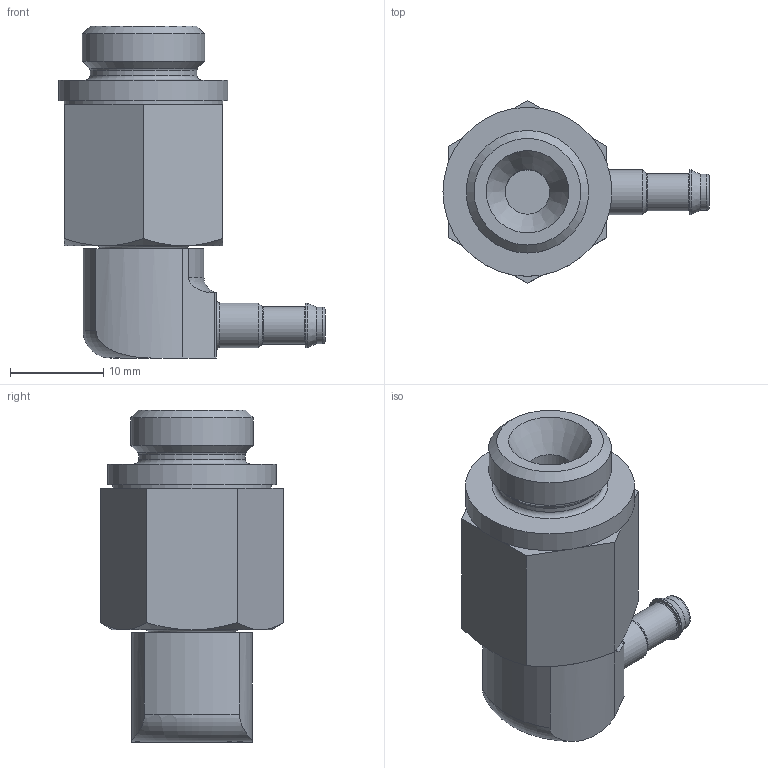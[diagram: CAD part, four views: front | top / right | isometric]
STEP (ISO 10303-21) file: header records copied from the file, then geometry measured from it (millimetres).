
FILE_DESCRIPTION(/* description */ ('STEP AP214'),/* implementation_level */ '2;1');
FILE_NAME(/* name */ '35988_LCNH-1_4-PK-4',/* time_stamp */ '2024-08-29T20:23:25+02:00',/* author */ ('License CC BY-ND 4.0'),/* organization */ ('CADENAS'),/* preprocessor_version */ 'ST-DEVELOPER v19.3',/* originating_system */ 'PARTsolutions',/* authorisation */ ' ');
FILE_SCHEMA (('AUTOMOTIVE_DESIGN {1 0 10303 214 3 1 1}'));
Length unit declared in the file: millimetre
Products named in the file (1): 35988 LCNH-1/4-PK-4
Bounding box: 28.57 x 19.63 x 35.65 mm (x, y, z)
Volume: 6313.4 mm3; surface area: 3338.4 mm2
Topology: 1 solids, 1 shells, 63 faces, 137 edges, 82 vertices
Faces by surface type: plane 26, cylinder 16, cone 11, torus 10
Full cylindrical faces by diameter (mm): 2.9 x1, 3.9 x1, 4 x1, 4.8 x3, 11.445 x1, 13.157 x1, 17 x1, 18.15 x1
Entity records: 1642 total; most frequent: CARTESIAN_POINT 334, DIRECTION 277, ORIENTED_EDGE 222, AXIS2_PLACEMENT_3D 120, EDGE_CURVE 111, EDGE_LOOP 95, FACE_BOUND 95, VERTEX_POINT 80
